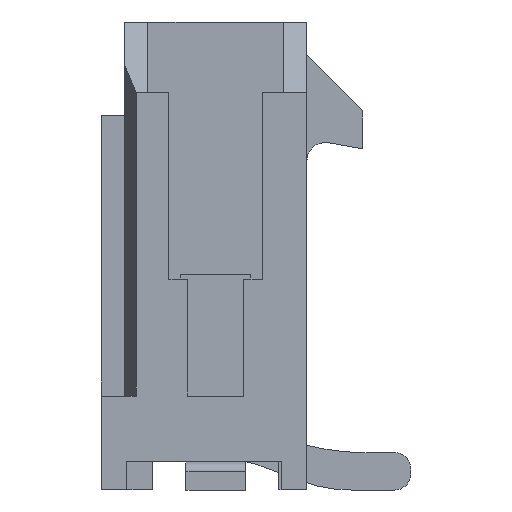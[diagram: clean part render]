
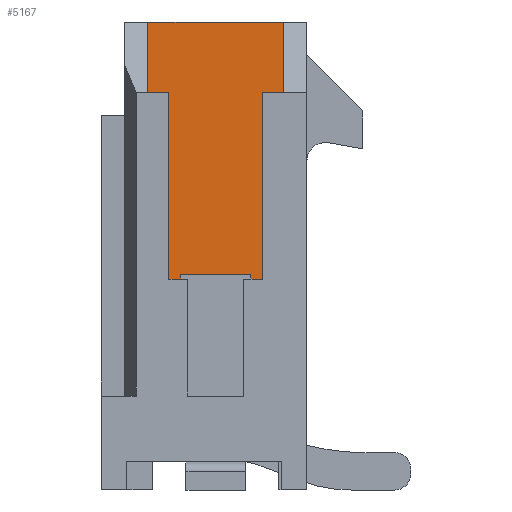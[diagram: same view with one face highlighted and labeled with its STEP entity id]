
A CAD part, left-side view. The second image highlights one B-rep face of the part: STEP entity #5167.
In plain terms, the highlighted planar face has unit normal (-1, 0, 0).
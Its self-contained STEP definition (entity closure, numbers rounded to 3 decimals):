
#8 = CARTESIAN_POINT ( 'NONE',  ( -1.8, -1., 8.51 ) ) ;
#35 = CARTESIAN_POINT ( 'NONE',  ( -1.8, -0.6, 4.51 ) ) ;
#75 = DIRECTION ( 'NONE',  ( 0., -1., 0. ) ) ;
#183 = CARTESIAN_POINT ( 'NONE',  ( -1.8, -1.45, 10.01 ) ) ;
#468 = DIRECTION ( 'NONE',  ( 1., 0., 0. ) ) ;
#520 = AXIS2_PLACEMENT_3D ( 'NONE', #1339, #468, #11038 ) ;
#522 = VERTEX_POINT ( 'NONE', #9049 ) ;
#588 = PLANE ( 'NONE',  #520 ) ;
#604 = DIRECTION ( 'NONE',  ( 0., 0., -1. ) ) ;
#1177 = CARTESIAN_POINT ( 'NONE',  ( -1.8, 1.45, 8.51 ) ) ;
#1222 = ORIENTED_EDGE ( 'NONE', *, *, #9779, .F. ) ;
#1308 = EDGE_CURVE ( 'NONE', #7564, #10018, #3973, .T. ) ;
#1339 = CARTESIAN_POINT ( 'NONE',  ( -1.8, 1.45, 8.51 ) ) ;
#1418 = DIRECTION ( 'NONE',  ( 0., -1., 0. ) ) ;
#1495 = ORIENTED_EDGE ( 'NONE', *, *, #6061, .T. ) ;
#1840 = LINE ( 'NONE', #3748, #10977 ) ;
#1920 = EDGE_CURVE ( 'NONE', #10256, #6352, #4851, .T. ) ;
#1953 = CARTESIAN_POINT ( 'NONE',  ( -1.8, 1.45, 8.51 ) ) ;
#1962 = VECTOR ( 'NONE', #2968, 1000. ) ;
#1965 = VERTEX_POINT ( 'NONE', #9922 ) ;
#2119 = ORIENTED_EDGE ( 'NONE', *, *, #4143, .T. ) ;
#2186 = CARTESIAN_POINT ( 'NONE',  ( -1.8, -1.45, 8.51 ) ) ;
#2279 = EDGE_CURVE ( 'NONE', #1965, #7564, #10654, .T. ) ;
#2313 = CARTESIAN_POINT ( 'NONE',  ( -1.8, -1., 4.51 ) ) ;
#2348 = ORIENTED_EDGE ( 'NONE', *, *, #6068, .F. ) ;
#2350 = VERTEX_POINT ( 'NONE', #5419 ) ;
#2580 = EDGE_CURVE ( 'NONE', #10018, #2350, #3553, .T. ) ;
#2601 = CARTESIAN_POINT ( 'NONE',  ( -1.8, 0.6, 4.51 ) ) ;
#2724 = VECTOR ( 'NONE', #8425, 1000. ) ;
#2968 = DIRECTION ( 'NONE',  ( 0., 1., 0. ) ) ;
#3047 = CARTESIAN_POINT ( 'NONE',  ( -1.8, -1.45, 8.51 ) ) ;
#3109 = LINE ( 'NONE', #4953, #8702 ) ;
#3311 = EDGE_CURVE ( 'NONE', #522, #9917, #3861, .T. ) ;
#3387 = ORIENTED_EDGE ( 'NONE', *, *, #3311, .F. ) ;
#3553 = LINE ( 'NONE', #5508, #6712 ) ;
#3690 = DIRECTION ( 'NONE',  ( 0., 1., 0. ) ) ;
#3748 = CARTESIAN_POINT ( 'NONE',  ( -1.8, -1., 4.51 ) ) ;
#3861 = LINE ( 'NONE', #1953, #7254 ) ;
#3973 = LINE ( 'NONE', #8547, #7635 ) ;
#4082 = DIRECTION ( 'NONE',  ( 0., 0., -1. ) ) ;
#4143 = EDGE_CURVE ( 'NONE', #2350, #7534, #8446, .T. ) ;
#4393 = VERTEX_POINT ( 'NONE', #2313 ) ;
#4605 = DIRECTION ( 'NONE',  ( 0., 0., 1. ) ) ;
#4647 = CARTESIAN_POINT ( 'NONE',  ( -1.8, 1.45, 8.51 ) ) ;
#4683 = CARTESIAN_POINT ( 'NONE',  ( -1.8, 1.45, 10.01 ) ) ;
#4851 = LINE ( 'NONE', #4683, #1962 ) ;
#4953 = CARTESIAN_POINT ( 'NONE',  ( -1.8, 1.45, 8.51 ) ) ;
#5114 = ORIENTED_EDGE ( 'NONE', *, *, #6140, .T. ) ;
#5118 = CARTESIAN_POINT ( 'NONE',  ( -1.8, 1., 4.51 ) ) ;
#5167 = ADVANCED_FACE ( 'NONE', ( #5884 ), #588, .F. ) ;
#5419 = CARTESIAN_POINT ( 'NONE',  ( -1.8, -0.6, 1.51 ) ) ;
#5508 = CARTESIAN_POINT ( 'NONE',  ( -1.8, 1.45, 1.51 ) ) ;
#5752 = ORIENTED_EDGE ( 'NONE', *, *, #6793, .T. ) ;
#5764 = CARTESIAN_POINT ( 'NONE',  ( -1.8, -1., 4.51 ) ) ;
#5870 = VECTOR ( 'NONE', #9216, 1000. ) ;
#5884 = FACE_OUTER_BOUND ( 'NONE', #10376, .T. ) ;
#5946 = LINE ( 'NONE', #5118, #7764 ) ;
#6061 = EDGE_CURVE ( 'NONE', #7534, #4393, #6766, .T. ) ;
#6068 = EDGE_CURVE ( 'NONE', #9917, #6352, #9105, .T. ) ;
#6140 = EDGE_CURVE ( 'NONE', #9273, #10256, #10067, .T. ) ;
#6352 = VERTEX_POINT ( 'NONE', #9263 ) ;
#6506 = ORIENTED_EDGE ( 'NONE', *, *, #2580, .T. ) ;
#6596 = DIRECTION ( 'NONE',  ( 0., 1., 0. ) ) ;
#6712 = VECTOR ( 'NONE', #9018, 1000. ) ;
#6766 = LINE ( 'NONE', #5764, #7693 ) ;
#6793 = EDGE_CURVE ( 'NONE', #4393, #11173, #1840, .T. ) ;
#7243 = VECTOR ( 'NONE', #75, 1000. ) ;
#7254 = VECTOR ( 'NONE', #3690, 1000. ) ;
#7534 = VERTEX_POINT ( 'NONE', #35 ) ;
#7541 = CARTESIAN_POINT ( 'NONE',  ( -1.8, 0.6, 4.51 ) ) ;
#7564 = VERTEX_POINT ( 'NONE', #7541 ) ;
#7635 = VECTOR ( 'NONE', #604, 1000. ) ;
#7693 = VECTOR ( 'NONE', #1418, 1000. ) ;
#7764 = VECTOR ( 'NONE', #4082, 1000. ) ;
#7803 = DIRECTION ( 'NONE',  ( 0., 0., 1. ) ) ;
#8071 = CARTESIAN_POINT ( 'NONE',  ( -1.8, 0.6, 1.51 ) ) ;
#8227 = ORIENTED_EDGE ( 'NONE', *, *, #2279, .T. ) ;
#8425 = DIRECTION ( 'NONE',  ( 0., 0., 1. ) ) ;
#8446 = LINE ( 'NONE', #8509, #9623 ) ;
#8509 = CARTESIAN_POINT ( 'NONE',  ( -1.8, -0.6, 2.01 ) ) ;
#8547 = CARTESIAN_POINT ( 'NONE',  ( -1.8, 0.6, 2.01 ) ) ;
#8571 = EDGE_CURVE ( 'NONE', #522, #1965, #5946, .T. ) ;
#8702 = VECTOR ( 'NONE', #6596, 1000. ) ;
#9018 = DIRECTION ( 'NONE',  ( 0., -1., 0. ) ) ;
#9049 = CARTESIAN_POINT ( 'NONE',  ( -1.8, 1., 8.51 ) ) ;
#9105 = LINE ( 'NONE', #1177, #2724 ) ;
#9216 = DIRECTION ( 'NONE',  ( 0., 0., 1. ) ) ;
#9263 = CARTESIAN_POINT ( 'NONE',  ( -1.8, 1.45, 10.01 ) ) ;
#9273 = VERTEX_POINT ( 'NONE', #3047 ) ;
#9553 = ORIENTED_EDGE ( 'NONE', *, *, #8571, .T. ) ;
#9609 = ORIENTED_EDGE ( 'NONE', *, *, #1920, .T. ) ;
#9623 = VECTOR ( 'NONE', #7803, 1000. ) ;
#9779 = EDGE_CURVE ( 'NONE', #9273, #11173, #3109, .T. ) ;
#9783 = ORIENTED_EDGE ( 'NONE', *, *, #1308, .T. ) ;
#9917 = VERTEX_POINT ( 'NONE', #4647 ) ;
#9922 = CARTESIAN_POINT ( 'NONE',  ( -1.8, 1., 4.51 ) ) ;
#10018 = VERTEX_POINT ( 'NONE', #8071 ) ;
#10067 = LINE ( 'NONE', #2186, #5870 ) ;
#10256 = VERTEX_POINT ( 'NONE', #183 ) ;
#10376 = EDGE_LOOP ( 'NONE', ( #9783, #6506, #2119, #1495, #5752, #1222, #5114, #9609, #2348, #3387, #9553, #8227 ) ) ;
#10654 = LINE ( 'NONE', #2601, #7243 ) ;
#10977 = VECTOR ( 'NONE', #4605, 1000. ) ;
#11038 = DIRECTION ( 'NONE',  ( 0., 0., -1. ) ) ;
#11173 = VERTEX_POINT ( 'NONE', #8 ) ;
